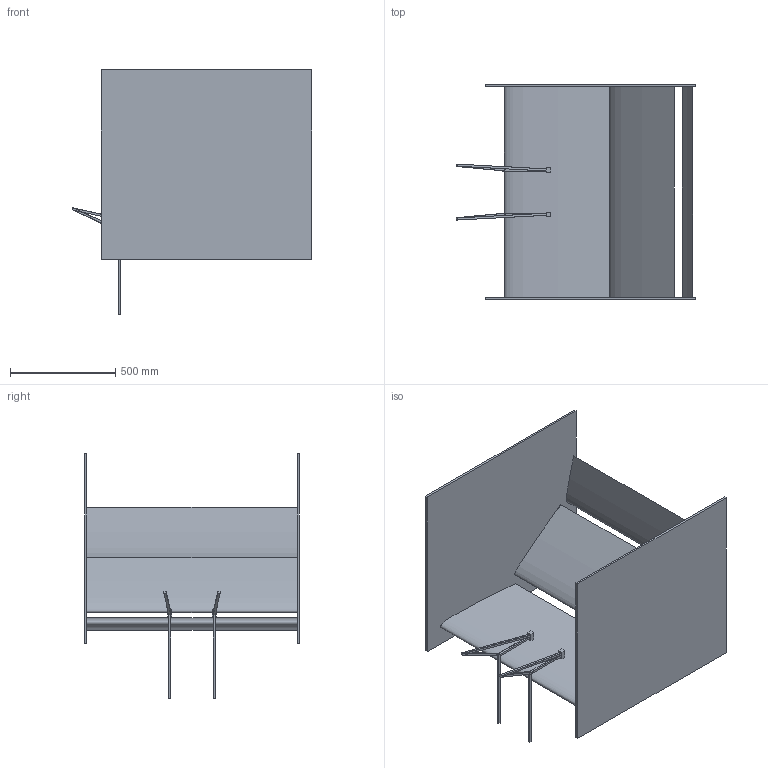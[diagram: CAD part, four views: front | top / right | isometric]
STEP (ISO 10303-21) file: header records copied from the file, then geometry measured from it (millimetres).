
FILE_DESCRIPTION(('Open CASCADE Model'),'2;1');
FILE_NAME('Open CASCADE Shape Model','2022-05-02T17:59:07',('Author'),( 'Open CASCADE'),'ParaPy 1.9.0 - Open CASCADE STEP processor 7.3', 'ParaPy 1.9.0 - Open CASCADE 7.3','Unknown');
FILE_SCHEMA(('AUTOMOTIVE_DESIGN { 1 0 10303 214 1 1 1 1 }'));
Length unit declared in the file: millimetre
Products named in the file (27): ROOT; connector; cyl; cyl10; cyl2; cyl3; cyl4; cyl5; cyl6; cyl7; cyl8; cyl9; merged_connector_left; merged_connector_right; end_plates; end_plate1; end_plate2; Wing_element; ref_frame; vector; 0; 1; 2; wing_loft_solid; wing_loft_solid2; wing_loft_solid3
Assembly tree (26 placements, depth 6):
  ROOT
    ROOT
      connector
        cyl
        cyl10
        cyl2
        cyl3
        cyl4
        cyl5
        cyl6
        cyl7
        cyl8
        cyl9
        merged_connector_left
        merged_connector_right
      end_plates
        end_plate1
        end_plate2
      Wing_element
        ref_frame
          vector
            0
            1
            2
        wing_loft_solid
        wing_loft_solid2
        wing_loft_solid3
Bounding box: 1138.98 x 1020 x 1160 mm (x, y, z)
Volume: 48652950.1 mm3; surface area: 6326446.3 mm2
Topology: 17 solids, 17 shells, 139 faces, 310 edges, 206 vertices
Faces by surface type: plane 136, bspline 3
Entity records: 9277 total; most frequent: CARTESIAN_POINT 2302, DIRECTION 1189, LINE 863, VECTOR 863, ORIENTED_EDGE 614, PCURVE 614, DEFINITIONAL_REPRESENTATION 614, EDGE_CURVE 307
